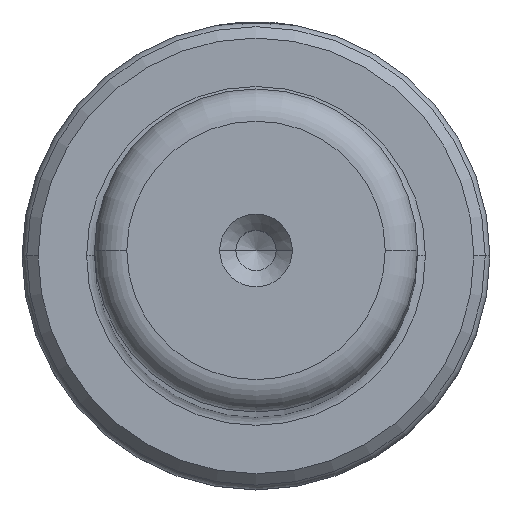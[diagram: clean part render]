
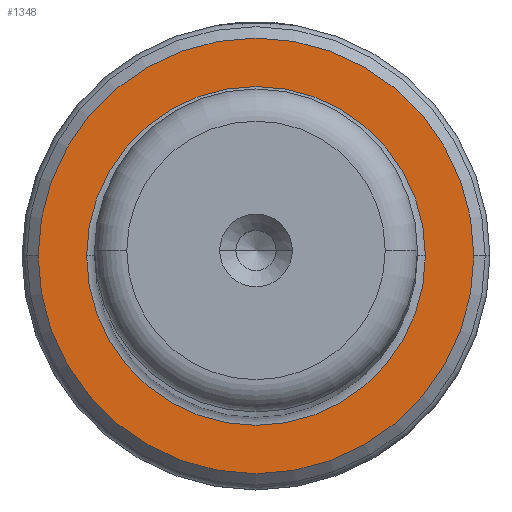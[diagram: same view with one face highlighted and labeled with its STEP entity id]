
A CAD part, top view. The second image highlights one B-rep face of the part: STEP entity #1348.
In plain terms, the highlighted planar face has unit normal (0, 0, 1).
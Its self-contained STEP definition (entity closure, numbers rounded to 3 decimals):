
#330 = FACE_OUTER_BOUND ( 'NONE', #2624, .T. ) ;
#530 = DIRECTION ( 'NONE',  ( 1., 0., 0. ) ) ;
#543 = EDGE_CURVE ( 'NONE', #3165, #2651, #915, .T. ) ;
#559 = CIRCLE ( 'NONE', #1473, 10.5 ) ;
#589 = CARTESIAN_POINT ( 'NONE',  ( 0., 0., 20. ) ) ;
#604 = EDGE_LOOP ( 'NONE', ( #1748, #2136 ) ) ;
#786 = FACE_BOUND ( 'NONE', #604, .T. ) ;
#851 = DIRECTION ( 'NONE',  ( 0., 0., 1. ) ) ;
#915 = CIRCLE ( 'NONE', #2898, 13.5 ) ;
#1009 = DIRECTION ( 'NONE',  ( -1., 0., 0. ) ) ;
#1023 = CARTESIAN_POINT ( 'NONE',  ( 0., 0., 20. ) ) ;
#1133 = EDGE_CURVE ( 'NONE', #2651, #3165, #1753, .T. ) ;
#1215 = DIRECTION ( 'NONE',  ( 0., 0., 1. ) ) ;
#1275 = CARTESIAN_POINT ( 'NONE',  ( -10.5, 0., 20. ) ) ;
#1313 = AXIS2_PLACEMENT_3D ( 'NONE', #1711, #2508, #1009 ) ;
#1348 = ADVANCED_FACE ( 'NONE', ( #330, #786 ), #2084, .T. ) ;
#1473 = AXIS2_PLACEMENT_3D ( 'NONE', #2092, #2112, #2225 ) ;
#1608 = ORIENTED_EDGE ( 'NONE', *, *, #1133, .T. ) ;
#1701 = AXIS2_PLACEMENT_3D ( 'NONE', #1023, #3029, #530 ) ;
#1711 = CARTESIAN_POINT ( 'NONE',  ( 0., 0., 20. ) ) ;
#1748 = ORIENTED_EDGE ( 'NONE', *, *, #2128, .T. ) ;
#1753 = CIRCLE ( 'NONE', #1802, 13.5 ) ;
#1764 = EDGE_CURVE ( 'NONE', #1773, #1859, #2883, .T. ) ;
#1773 = VERTEX_POINT ( 'NONE', #2330 ) ;
#1802 = AXIS2_PLACEMENT_3D ( 'NONE', #2947, #1215, #3000 ) ;
#1859 = VERTEX_POINT ( 'NONE', #1275 ) ;
#1891 = DIRECTION ( 'NONE',  ( 1., 0., 0. ) ) ;
#1959 = CARTESIAN_POINT ( 'NONE',  ( -13.5, 0., 20. ) ) ;
#2084 = PLANE ( 'NONE',  #1701 ) ;
#2092 = CARTESIAN_POINT ( 'NONE',  ( 0., 0., 20. ) ) ;
#2112 = DIRECTION ( 'NONE',  ( 0., 0., -1. ) ) ;
#2128 = EDGE_CURVE ( 'NONE', #1859, #1773, #559, .T. ) ;
#2136 = ORIENTED_EDGE ( 'NONE', *, *, #1764, .T. ) ;
#2225 = DIRECTION ( 'NONE',  ( -1., 0., 0. ) ) ;
#2330 = CARTESIAN_POINT ( 'NONE',  ( 10.5, 0., 20. ) ) ;
#2507 = CARTESIAN_POINT ( 'NONE',  ( 13.5, 0., 20. ) ) ;
#2508 = DIRECTION ( 'NONE',  ( 0., 0., -1. ) ) ;
#2624 = EDGE_LOOP ( 'NONE', ( #1608, #3191 ) ) ;
#2651 = VERTEX_POINT ( 'NONE', #1959 ) ;
#2883 = CIRCLE ( 'NONE', #1313, 10.5 ) ;
#2898 = AXIS2_PLACEMENT_3D ( 'NONE', #589, #851, #1891 ) ;
#2947 = CARTESIAN_POINT ( 'NONE',  ( 0., 0., 20. ) ) ;
#3000 = DIRECTION ( 'NONE',  ( 1., 0., 0. ) ) ;
#3029 = DIRECTION ( 'NONE',  ( 0., 0., 1. ) ) ;
#3165 = VERTEX_POINT ( 'NONE', #2507 ) ;
#3191 = ORIENTED_EDGE ( 'NONE', *, *, #543, .T. ) ;
